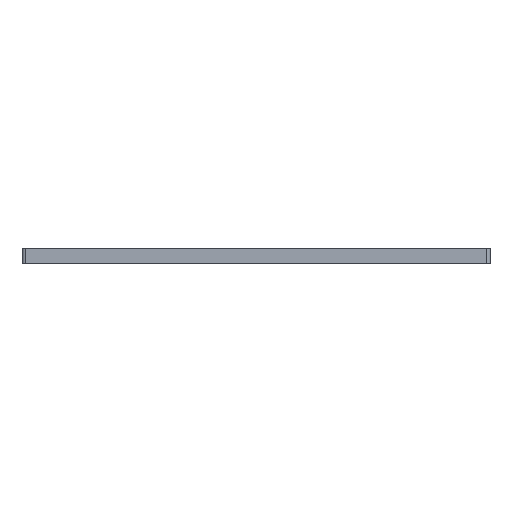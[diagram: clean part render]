
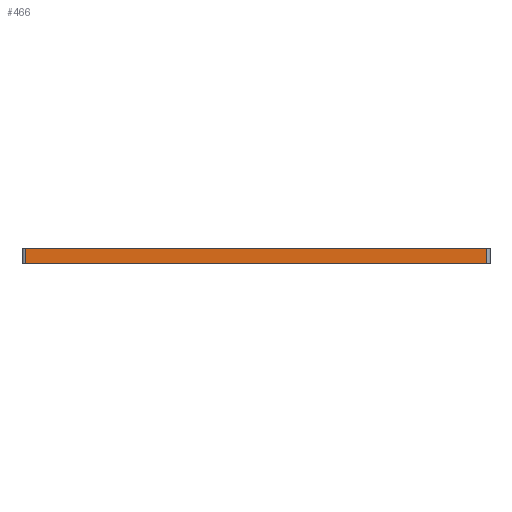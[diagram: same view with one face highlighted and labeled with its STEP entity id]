
A CAD part, left-side view. The second image highlights one B-rep face of the part: STEP entity #466.
In plain terms, the highlighted planar face has unit normal (-1, 0, 0).
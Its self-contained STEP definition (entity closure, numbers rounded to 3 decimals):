
#18 = CARTESIAN_POINT ( 'NONE',  ( 0., 1., 5. ) ) ;
#35 = DIRECTION ( 'NONE',  ( 0., 0., -1. ) ) ;
#38 = CARTESIAN_POINT ( 'NONE',  ( 0., 1., 5. ) ) ;
#100 = ORIENTED_EDGE ( 'NONE', *, *, #441, .T. ) ;
#103 = FACE_OUTER_BOUND ( 'NONE', #332, .T. ) ;
#105 = VERTEX_POINT ( 'NONE', #712 ) ;
#128 = LINE ( 'NONE', #406, #849 ) ;
#148 = DIRECTION ( 'NONE',  ( 0., -1., 0. ) ) ;
#190 = LINE ( 'NONE', #752, #731 ) ;
#194 = DIRECTION ( 'NONE',  ( 0., 0., -1. ) ) ;
#199 = DIRECTION ( 'NONE',  ( 1., 0., 0. ) ) ;
#332 = EDGE_LOOP ( 'NONE', ( #550, #900, #631, #100 ) ) ;
#350 = EDGE_CURVE ( 'NONE', #105, #924, #640, .T. ) ;
#397 = VERTEX_POINT ( 'NONE', #758 ) ;
#406 = CARTESIAN_POINT ( 'NONE',  ( 0., 1., 5. ) ) ;
#441 = EDGE_CURVE ( 'NONE', #519, #397, #190, .T. ) ;
#466 = ADVANCED_FACE ( 'NONE', ( #103 ), #831, .F. ) ;
#482 = EDGE_CURVE ( 'NONE', #519, #105, #128, .T. ) ;
#519 = VERTEX_POINT ( 'NONE', #710 ) ;
#531 = DIRECTION ( 'NONE',  ( 0., 0., -1. ) ) ;
#546 = EDGE_CURVE ( 'NONE', #397, #924, #776, .T. ) ;
#550 = ORIENTED_EDGE ( 'NONE', *, *, #546, .T. ) ;
#608 = DIRECTION ( 'NONE',  ( 0., -1., 0. ) ) ;
#611 = CARTESIAN_POINT ( 'NONE',  ( 0., 1., 0. ) ) ;
#614 = VECTOR ( 'NONE', #531, 1000. ) ;
#631 = ORIENTED_EDGE ( 'NONE', *, *, #482, .F. ) ;
#640 = LINE ( 'NONE', #18, #614 ) ;
#710 = CARTESIAN_POINT ( 'NONE',  ( 0., 153., 5. ) ) ;
#712 = CARTESIAN_POINT ( 'NONE',  ( 0., 1., 5. ) ) ;
#731 = VECTOR ( 'NONE', #194, 1000. ) ;
#746 = AXIS2_PLACEMENT_3D ( 'NONE', #38, #199, #35 ) ;
#752 = CARTESIAN_POINT ( 'NONE',  ( 0., 153., 5. ) ) ;
#758 = CARTESIAN_POINT ( 'NONE',  ( 0., 153., 0. ) ) ;
#776 = LINE ( 'NONE', #920, #913 ) ;
#831 = PLANE ( 'NONE',  #746 ) ;
#849 = VECTOR ( 'NONE', #608, 1000. ) ;
#900 = ORIENTED_EDGE ( 'NONE', *, *, #350, .F. ) ;
#913 = VECTOR ( 'NONE', #148, 1000. ) ;
#920 = CARTESIAN_POINT ( 'NONE',  ( 0., 1., 0. ) ) ;
#924 = VERTEX_POINT ( 'NONE', #611 ) ;
